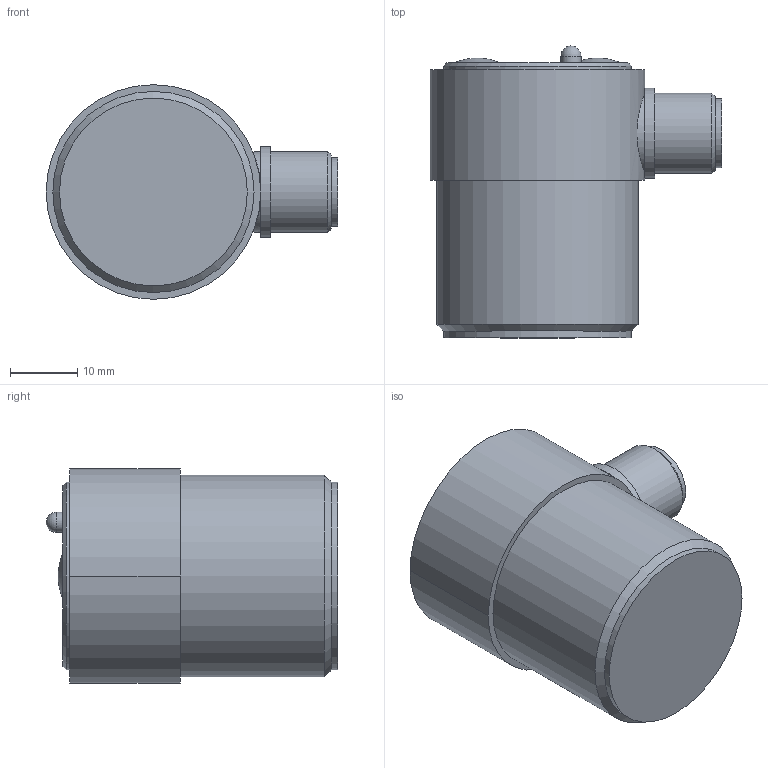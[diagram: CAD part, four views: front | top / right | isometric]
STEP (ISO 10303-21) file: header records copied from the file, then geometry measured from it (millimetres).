
FILE_DESCRIPTION(/* description */ (''),/* implementation_level */ '2;1');
FILE_NAME(/* name */ 'KA1099_Shrinkwrap_1.stp',/* time_stamp */ '2022-01-19T14:12:01+01:00',/* author */ ('Krieger Anja'),/* organization */ (''),/* preprocessor_version */ 'ST-DEVELOPER v18.1',/* originating_system */ 'Autodesk Inventor 2021',/* authorisation */ '');
FILE_SCHEMA (('AUTOMOTIVE_DESIGN { 1 0 10303 214 3 1 1 }'));
Length unit declared in the file: millimetre
Products named in the file (1): KA1099_Shrinkwrap_1
Bounding box: 43.5 x 43.5 x 32 mm (x, y, z)
Volume: 31261.8 mm3; surface area: 6398.5 mm2
Topology: 1 solids, 1 shells, 47 faces, 106 edges, 67 vertices
Faces by surface type: cylinder 20, plane 17, sphere 5, cone 3, bspline 2
Full cylindrical faces by diameter (mm): 1 x4, 2.4 x1, 2.5 x1, 3 x1, 3.1 x1, 10.3 x1, 12 x1, 13.5 x1, 28 x2, 30 x1
Entity records: 1548 total; most frequent: CARTESIAN_POINT 301, DIRECTION 252, ORIENTED_EDGE 198, AXIS2_PLACEMENT_3D 109, EDGE_CURVE 99, VERTEX_POINT 67, CIRCLE 63, EDGE_LOOP 62
